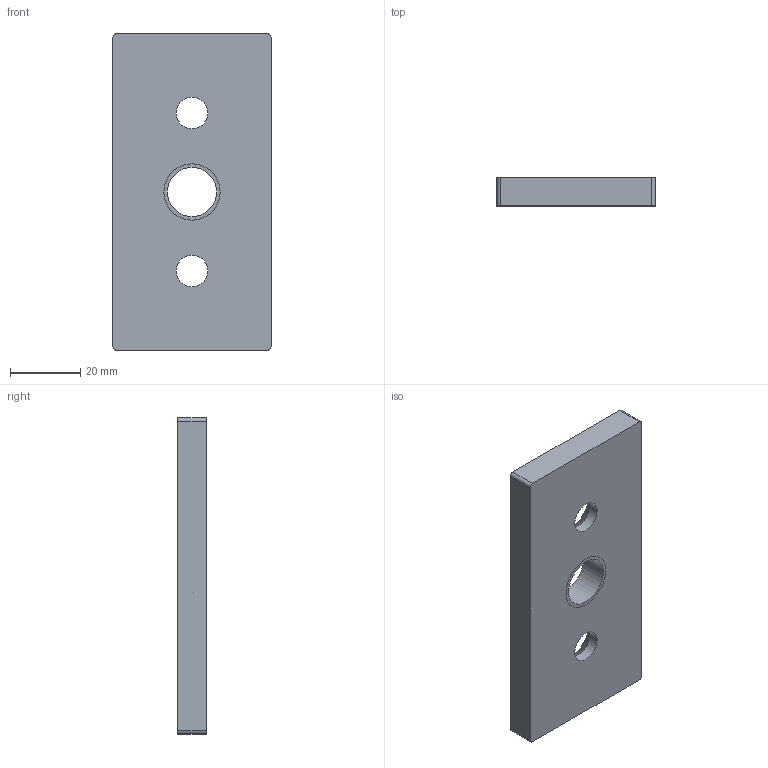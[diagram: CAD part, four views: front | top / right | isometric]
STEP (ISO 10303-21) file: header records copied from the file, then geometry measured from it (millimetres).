
FILE_DESCRIPTION((''),'2;1');
FILE_NAME('12059_PLOSCA_ZAK_FE_45X90_M16','2022-09-19T07:34:33',('PredragRovcanin'),('Audax d.o.o.'),'CREO PARAMETRIC BY PTC INC, 2020281','CREO PARAMETRIC BY PTC INC, 2020281','');
FILE_SCHEMA(('AP242_MANAGED_MODEL_BASED_3D_ENGINEERING_MIM_LF { 1 0 10303 442 1 1 4 }'));
Length unit declared in the file: millimetre
Products named in the file (1): 12059_PLOSCA_ZAK_FE_45X90_M16
Bounding box: 45 x 8 x 90 mm (x, y, z)
Volume: 29175.1 mm3; surface area: 10788 mm2
Topology: 1 solids, 2 shells, 22 faces, 59 edges, 42 vertices
Faces by surface type: cylinder 12, plane 6, cone 4
Entity records: 1475 total; most frequent: COLOUR_RGB 320, DIRECTION 143, CARTESIAN_POINT 126, ORIENTED_EDGE 108, PRESENTATION_STYLE_ASSIGNMENT 64, STYLED_ITEM 64, CURVE_STYLE 60, AXIS2_PLACEMENT_3D 56
